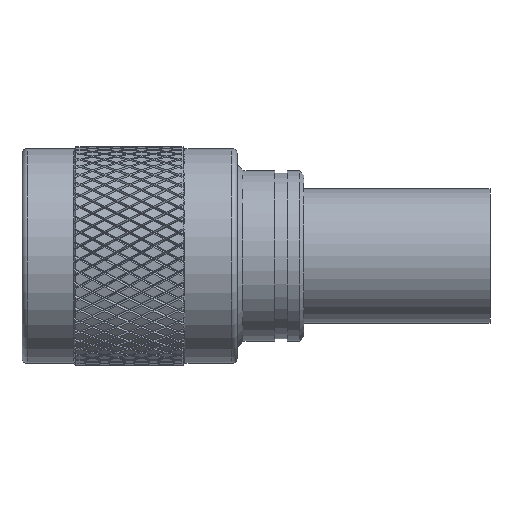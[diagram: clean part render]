
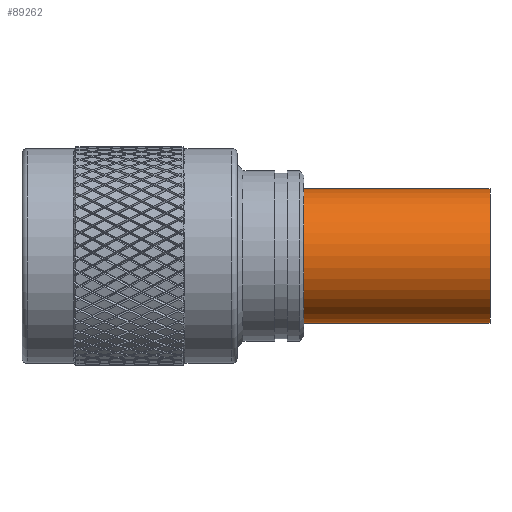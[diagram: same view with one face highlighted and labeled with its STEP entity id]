
A CAD part, top view. The second image highlights one B-rep face of the part: STEP entity #89262.
In plain terms, the highlighted cylindrical face has radius 6.25 mm (diameter 12.5 mm), a partial arc.
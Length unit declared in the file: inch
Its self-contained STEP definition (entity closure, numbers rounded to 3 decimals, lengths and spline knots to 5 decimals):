
#3756 = CARTESIAN_POINT ( 'NONE',  ( 1.71243, 0.24606, 0. ) ) ;
#3794 = CARTESIAN_POINT ( 'NONE',  ( 1.71243, 0., 0. ) ) ;
#7157 = EDGE_CURVE ( 'NONE', #58763, #44778, #72704, .T. ) ;
#10172 = LINE ( 'NONE', #3756, #15651 ) ;
#13464 = CARTESIAN_POINT ( 'NONE',  ( 1.03133, -0.24606, 0. ) ) ;
#15651 = VECTOR ( 'NONE', #90295, 39.37008 ) ;
#16131 = LINE ( 'NONE', #86536, #40673 ) ;
#17129 = DIRECTION ( 'NONE',  ( -1., 0., 0. ) ) ;
#22115 = CARTESIAN_POINT ( 'NONE',  ( 1.03133, 0.24606, 0. ) ) ;
#23297 = CARTESIAN_POINT ( 'NONE',  ( 1.71243, 0., 0. ) ) ;
#24377 = EDGE_CURVE ( 'NONE', #67391, #58763, #10172, .T. ) ;
#27787 = ORIENTED_EDGE ( 'NONE', *, *, #61086, .F. ) ;
#34718 = CYLINDRICAL_SURFACE ( 'NONE', #54974, 0.24606 ) ;
#38499 = DIRECTION ( 'NONE',  ( 0., -1., 0. ) ) ;
#40673 = VECTOR ( 'NONE', #17129, 39.37008 ) ;
#44778 = VERTEX_POINT ( 'NONE', #13464 ) ;
#45327 = ORIENTED_EDGE ( 'NONE', *, *, #76237, .F. ) ;
#46929 = CIRCLE ( 'NONE', #108360, 0.24606 ) ;
#50647 = ORIENTED_EDGE ( 'NONE', *, *, #7157, .T. ) ;
#54974 = AXIS2_PLACEMENT_3D ( 'NONE', #3794, #102115, #38499 ) ;
#57748 = DIRECTION ( 'NONE',  ( 1., 0., 0. ) ) ;
#58763 = VERTEX_POINT ( 'NONE', #22115 ) ;
#60159 = DIRECTION ( 'NONE',  ( 0., 1., 0. ) ) ;
#61086 = EDGE_CURVE ( 'NONE', #67391, #82420, #46929, .T. ) ;
#64087 = CARTESIAN_POINT ( 'NONE',  ( 1.71243, -0.24606, 0. ) ) ;
#67391 = VERTEX_POINT ( 'NONE', #74611 ) ;
#69023 = DIRECTION ( 'NONE',  ( 1., 0., 0. ) ) ;
#69748 = CARTESIAN_POINT ( 'NONE',  ( 1.03133, 0., 0. ) ) ;
#72704 = CIRCLE ( 'NONE', #111150, 0.24606 ) ;
#74611 = CARTESIAN_POINT ( 'NONE',  ( 1.71243, 0.24606, 0. ) ) ;
#75062 = DIRECTION ( 'NONE',  ( 0., 1., 0. ) ) ;
#76237 = EDGE_CURVE ( 'NONE', #82420, #44778, #16131, .T. ) ;
#82420 = VERTEX_POINT ( 'NONE', #64087 ) ;
#86536 = CARTESIAN_POINT ( 'NONE',  ( 1.71243, -0.24606, 0. ) ) ;
#89262 = ADVANCED_FACE ( 'NONE', ( #112727 ), #34718, .T. ) ;
#90295 = DIRECTION ( 'NONE',  ( -1., 0., 0. ) ) ;
#102115 = DIRECTION ( 'NONE',  ( -1., 0., 0. ) ) ;
#106080 = ORIENTED_EDGE ( 'NONE', *, *, #24377, .T. ) ;
#108360 = AXIS2_PLACEMENT_3D ( 'NONE', #23297, #57748, #75062 ) ;
#108486 = EDGE_LOOP ( 'NONE', ( #27787, #106080, #50647, #45327 ) ) ;
#111150 = AXIS2_PLACEMENT_3D ( 'NONE', #69748, #69023, #60159 ) ;
#112727 = FACE_OUTER_BOUND ( 'NONE', #108486, .T. ) ;
